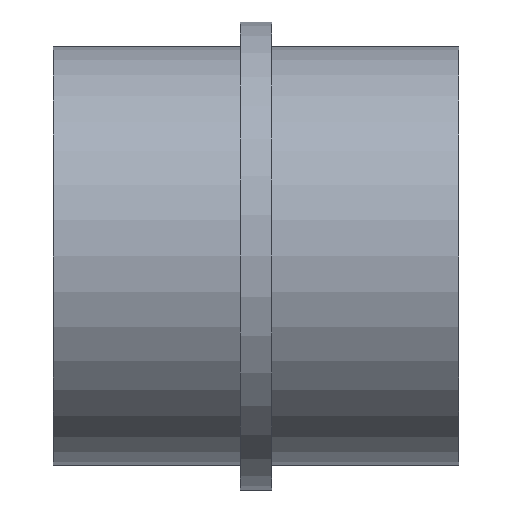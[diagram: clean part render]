
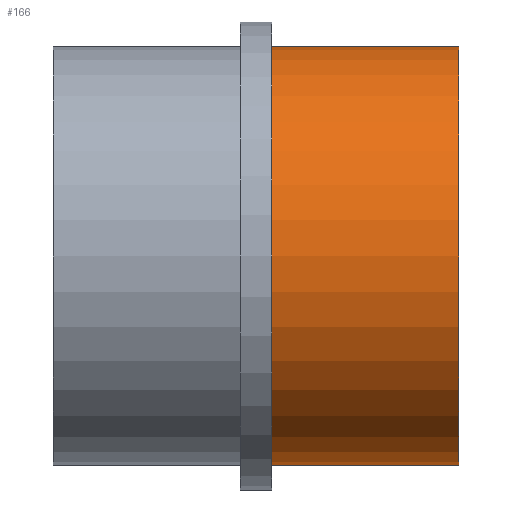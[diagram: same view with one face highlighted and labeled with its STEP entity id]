
A CAD part, left-side view. The second image highlights one B-rep face of the part: STEP entity #166.
In plain terms, the highlighted cylindrical face has radius 33.5 mm (diameter 67 mm), a partial arc.
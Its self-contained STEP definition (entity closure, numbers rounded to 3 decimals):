
#16 = VERTEX_POINT ( 'NONE', #234 ) ;
#43 = VERTEX_POINT ( 'NONE', #236 ) ;
#44 = DIRECTION ( 'NONE',  ( 0., -1., 0. ) ) ;
#45 = EDGE_CURVE ( 'NONE', #251, #43, #200, .T. ) ;
#49 = DIRECTION ( 'NONE',  ( 0., -1., 0. ) ) ;
#53 = DIRECTION ( 'NONE',  ( 0., 0., -1. ) ) ;
#79 = DIRECTION ( 'NONE',  ( 0., -1., 0. ) ) ;
#81 = CIRCLE ( 'NONE', #216, 33.5 ) ;
#82 = DIRECTION ( 'NONE',  ( 0., 0., -1. ) ) ;
#87 = CARTESIAN_POINT ( 'NONE',  ( 0., 0., 0. ) ) ;
#93 = VECTOR ( 'NONE', #44, 1000. ) ;
#110 = DIRECTION ( 'NONE',  ( 0., -1., 0. ) ) ;
#122 = VERTEX_POINT ( 'NONE', #326 ) ;
#132 = LINE ( 'NONE', #158, #305 ) ;
#138 = EDGE_CURVE ( 'NONE', #122, #16, #132, .T. ) ;
#152 = ORIENTED_EDGE ( 'NONE', *, *, #161, .F. ) ;
#155 = CIRCLE ( 'NONE', #293, 33.5 ) ;
#158 = CARTESIAN_POINT ( 'NONE',  ( 0., 35., 33.5 ) ) ;
#161 = EDGE_CURVE ( 'NONE', #16, #43, #155, .T. ) ;
#166 = ADVANCED_FACE ( 'NONE', ( #187 ), #301, .T. ) ;
#187 = FACE_OUTER_BOUND ( 'NONE', #337, .T. ) ;
#191 = DIRECTION ( 'NONE',  ( 0., 1., 0. ) ) ;
#192 = ORIENTED_EDGE ( 'NONE', *, *, #311, .F. ) ;
#195 = CARTESIAN_POINT ( 'NONE',  ( 0., 0., -33.5 ) ) ;
#200 = LINE ( 'NONE', #316, #93 ) ;
#213 = CARTESIAN_POINT ( 'NONE',  ( 0., -30., 0. ) ) ;
#216 = AXIS2_PLACEMENT_3D ( 'NONE', #87, #191, #307 ) ;
#234 = CARTESIAN_POINT ( 'NONE',  ( 0., -30., 33.5 ) ) ;
#236 = CARTESIAN_POINT ( 'NONE',  ( 0., -30., -33.5 ) ) ;
#246 = CARTESIAN_POINT ( 'NONE',  ( 0., 35., 0. ) ) ;
#251 = VERTEX_POINT ( 'NONE', #195 ) ;
#271 = AXIS2_PLACEMENT_3D ( 'NONE', #246, #49, #53 ) ;
#293 = AXIS2_PLACEMENT_3D ( 'NONE', #213, #79, #82 ) ;
#301 = CYLINDRICAL_SURFACE ( 'NONE', #271, 33.5 ) ;
#305 = VECTOR ( 'NONE', #110, 1000. ) ;
#307 = DIRECTION ( 'NONE',  ( 0., 0., 1. ) ) ;
#311 = EDGE_CURVE ( 'NONE', #251, #122, #81, .T. ) ;
#315 = ORIENTED_EDGE ( 'NONE', *, *, #45, .T. ) ;
#316 = CARTESIAN_POINT ( 'NONE',  ( 0., 35., -33.5 ) ) ;
#326 = CARTESIAN_POINT ( 'NONE',  ( 0., 0., 33.5 ) ) ;
#337 = EDGE_LOOP ( 'NONE', ( #340, #192, #315, #152 ) ) ;
#340 = ORIENTED_EDGE ( 'NONE', *, *, #138, .F. ) ;
